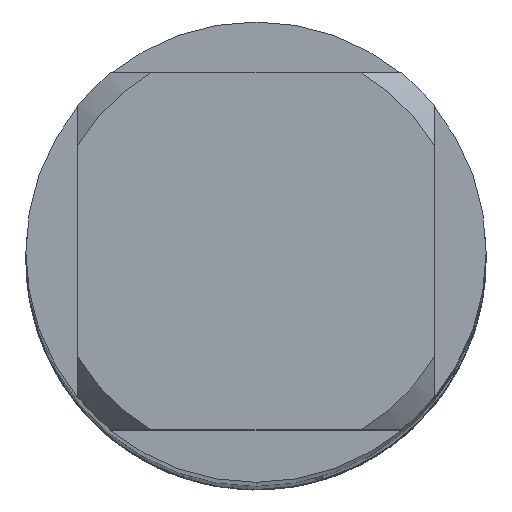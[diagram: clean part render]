
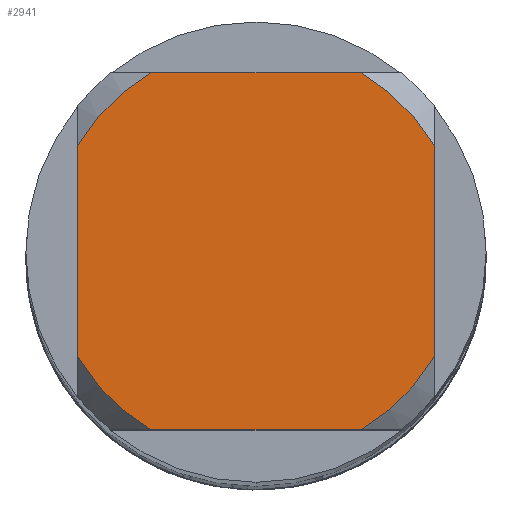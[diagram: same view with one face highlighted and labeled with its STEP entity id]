
A CAD part, top view. The second image highlights one B-rep face of the part: STEP entity #2941.
In plain terms, the highlighted planar face has unit normal (0, 0, 1).
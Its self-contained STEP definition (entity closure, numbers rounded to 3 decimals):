
#1211=VERTEX_POINT('',#3586);
#1333=EDGE_CURVE('',#1211,#2437,#3715,.T.);
#2365=VERTEX_POINT('',#4835);
#2387=VERTEX_POINT('',#4860);
#2437=VERTEX_POINT('',#4916);
#2479=EDGE_CURVE('',#2365,#3243,#4961,.T.);
#2529=VERTEX_POINT('',#5014);
#2585=EDGE_CURVE('',#3337,#2387,#5079,.T.);
#2659=EDGE_CURVE('',#2529,#3243,#5160,.T.);
#2811=EDGE_CURVE('',#1211,#2387,#5333,.T.);
#2899=EDGE_CURVE('',#2365,#3073,#5428,.T.);
#2941=ADVANCED_FACE('',(#5474),#5475,.T.);
#3073=VERTEX_POINT('',#5620);
#3243=VERTEX_POINT('',#5804);
#3337=VERTEX_POINT('',#5900);
#3443=EDGE_CURVE('',#3337,#3073,#6014,.T.);
#3497=EDGE_CURVE('',#2529,#2437,#6079,.T.);
#3586=CARTESIAN_POINT('',(-3.1,1.83,0.0));
#3715=LINE('',#6447,#6448);
#4835=CARTESIAN_POINT('',(3.1,-1.83,0.0));
#4860=CARTESIAN_POINT('',(-1.83,3.1,0.0));
#4916=CARTESIAN_POINT('',(-3.1,-1.83,0.0));
#4961=CIRCLE('',#10515,3.6);
#5014=CARTESIAN_POINT('',(-1.83,-3.1,0.0));
#5079=LINE('',#10867,#10868);
#5160=LINE('',#11027,#11028);
#5333=CIRCLE('',#11379,3.6);
#5428=LINE('',#11530,#11531);
#5474=FACE_OUTER_BOUND('',#11651,.T.);
#5475=PLANE('',#11652);
#5620=CARTESIAN_POINT('',(3.1,1.83,0.0));
#5804=CARTESIAN_POINT('',(1.83,-3.1,0.0));
#5900=CARTESIAN_POINT('',(1.83,3.1,0.0));
#6014=CIRCLE('',#13011,3.6);
#6079=CIRCLE('',#13154,3.6);
#6447=CARTESIAN_POINT('',(-3.1,0.9,0.0));
#6448=VECTOR('',#13699,1.0);
#10515=AXIS2_PLACEMENT_3D('',#15037,#15038,#15039);
#10867=CARTESIAN_POINT('',(0.0,3.1,0.0));
#10868=VECTOR('',#15166,1.0);
#11027=CARTESIAN_POINT('',(0.0,-3.1,0.0));
#11028=VECTOR('',#15250,1.0);
#11379=AXIS2_PLACEMENT_3D('',#15495,#15496,#15497);
#11530=CARTESIAN_POINT('',(3.1,0.9,0.0));
#11531=VECTOR('',#15600,1.0);
#11651=EDGE_LOOP('',(#15650,#15651,#15652,#15653,#15654,#15655,#15656,#15657));
#11652=AXIS2_PLACEMENT_3D('',#15658,#15659,#15660);
#13011=AXIS2_PLACEMENT_3D('',#16164,#16165,#16166);
#13154=AXIS2_PLACEMENT_3D('',#16263,#16264,#16265);
#13699=DIRECTION('',(-0.0,-1.0,0.0));
#15037=CARTESIAN_POINT('',(0.0,0.0,0.0));
#15038=DIRECTION('',(0.0,0.0,-1.0));
#15039=DIRECTION('',(0.0,1.0,0.0));
#15166=DIRECTION('',(-1.0,0.0,0.0));
#15250=DIRECTION('',(1.0,0.0,0.0));
#15495=CARTESIAN_POINT('',(0.0,0.0,0.0));
#15496=DIRECTION('',(0.0,0.0,-1.0));
#15497=DIRECTION('',(0.0,1.0,0.0));
#15600=DIRECTION('',(-0.0,1.0,0.0));
#15650=ORIENTED_EDGE('',*,*,#1333,.T.);
#15651=ORIENTED_EDGE('',*,*,#3497,.F.);
#15652=ORIENTED_EDGE('',*,*,#2659,.T.);
#15653=ORIENTED_EDGE('',*,*,#2479,.F.);
#15654=ORIENTED_EDGE('',*,*,#2899,.T.);
#15655=ORIENTED_EDGE('',*,*,#3443,.F.);
#15656=ORIENTED_EDGE('',*,*,#2585,.T.);
#15657=ORIENTED_EDGE('',*,*,#2811,.F.);
#15658=CARTESIAN_POINT('',(0.0,1.8,0.0));
#15659=DIRECTION('',(-0.0,0.0,1.0));
#15660=DIRECTION('',(0.0,-1.0,0.0));
#16164=CARTESIAN_POINT('',(0.0,0.0,0.0));
#16165=DIRECTION('',(0.0,0.0,-1.0));
#16166=DIRECTION('',(0.0,1.0,0.0));
#16263=CARTESIAN_POINT('',(0.0,0.0,0.0));
#16264=DIRECTION('',(0.0,0.0,-1.0));
#16265=DIRECTION('',(0.0,1.0,0.0));
